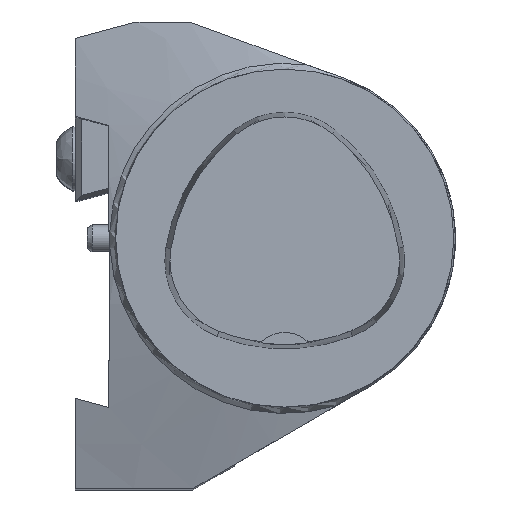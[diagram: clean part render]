
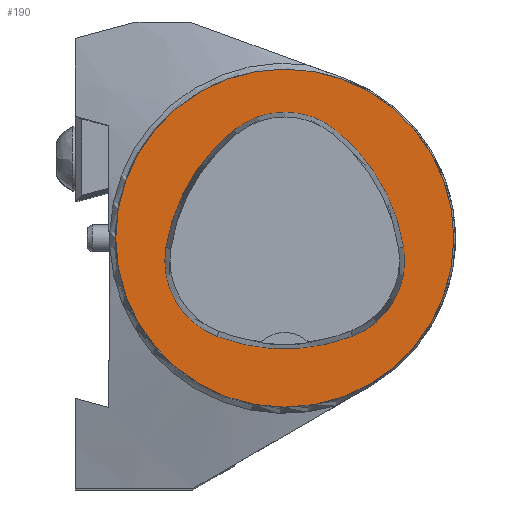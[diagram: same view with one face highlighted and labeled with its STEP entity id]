
A CAD part, top view. The second image highlights one B-rep face of the part: STEP entity #190.
In plain terms, the highlighted planar face has unit normal (0, 0, 1).
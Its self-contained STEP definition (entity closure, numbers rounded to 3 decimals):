
#190=ADVANCED_FACE('',(#330,#331),#241,.T.);
#241=PLANE('',#1419);
#264=CIRCLE('',#1349,25.);
#278=CIRCLE('',#1397,28.);
#280=CIRCLE('',#1400,12.);
#282=CIRCLE('',#1403,28.);
#284=CIRCLE('',#1406,12.);
#288=CIRCLE('',#1411,28.);
#290=CIRCLE('',#1414,12.);
#330=FACE_BOUND('',#413,.T.);
#331=FACE_BOUND('',#414,.T.);
#413=EDGE_LOOP('',(#751,#752,#753,#754,#755,#756));
#414=EDGE_LOOP('',(#757));
#751=ORIENTED_EDGE('',*,*,#1079,.T.);
#752=ORIENTED_EDGE('',*,*,#1059,.T.);
#753=ORIENTED_EDGE('',*,*,#1063,.T.);
#754=ORIENTED_EDGE('',*,*,#1066,.T.);
#755=ORIENTED_EDGE('',*,*,#1069,.T.);
#756=ORIENTED_EDGE('',*,*,#1077,.T.);
#757=ORIENTED_EDGE('',*,*,#1022,.F.);
#877=VERTEX_POINT('',#2067);
#902=VERTEX_POINT('',#2246);
#903=VERTEX_POINT('',#2247);
#906=VERTEX_POINT('',#2255);
#908=VERTEX_POINT('',#2261);
#910=VERTEX_POINT('',#2267);
#917=VERTEX_POINT('',#2288);
#1022=EDGE_CURVE('',#877,#877,#264,.T.);
#1059=EDGE_CURVE('',#902,#903,#278,.T.);
#1063=EDGE_CURVE('',#903,#906,#280,.T.);
#1066=EDGE_CURVE('',#906,#908,#282,.T.);
#1069=EDGE_CURVE('',#908,#910,#284,.T.);
#1077=EDGE_CURVE('',#910,#917,#288,.T.);
#1079=EDGE_CURVE('',#917,#902,#290,.T.);
#1349=AXIS2_PLACEMENT_3D('',#2066,#1588,#1589);
#1397=AXIS2_PLACEMENT_3D('',#2245,#1702,#1703);
#1400=AXIS2_PLACEMENT_3D('',#2254,#1710,#1711);
#1403=AXIS2_PLACEMENT_3D('',#2260,#1717,#1718);
#1406=AXIS2_PLACEMENT_3D('',#2266,#1724,#1725);
#1411=AXIS2_PLACEMENT_3D('',#2289,#1736,#1737);
#1414=AXIS2_PLACEMENT_3D('',#2292,#1742,#1743);
#1419=AXIS2_PLACEMENT_3D('',#2297,#1752,#1753);
#1588=DIRECTION('',(0.,0.,-1.));
#1589=DIRECTION('',(-1.,0.,0.));
#1702=DIRECTION('',(0.,0.,-1.));
#1703=DIRECTION('',(-1.,0.,0.));
#1710=DIRECTION('',(0.,0.,-1.));
#1711=DIRECTION('',(-1.,0.,0.));
#1717=DIRECTION('',(0.,0.,-1.));
#1718=DIRECTION('',(-1.,0.,0.));
#1724=DIRECTION('',(0.,0.,-1.));
#1725=DIRECTION('',(-1.,0.,0.));
#1736=DIRECTION('',(0.,0.,-1.));
#1737=DIRECTION('',(-1.,0.,0.));
#1742=DIRECTION('',(0.,0.,-1.));
#1743=DIRECTION('',(-1.,0.,0.));
#1752=DIRECTION('',(0.,0.,1.));
#1753=DIRECTION('',(1.,0.,0.));
#2066=CARTESIAN_POINT('',(0.,0.,0.));
#2067=CARTESIAN_POINT('',(-25.,0.,0.));
#2245=CARTESIAN_POINT('',(10.068,-5.824,0.));
#2246=CARTESIAN_POINT('',(-17.584,-1.424,0.));
#2247=CARTESIAN_POINT('',(-7.531,15.953,0.));
#2254=CARTESIAN_POINT('',(0.011,6.62,0.));
#2255=CARTESIAN_POINT('',(7.567,15.942,0.));
#2260=CARTESIAN_POINT('',(-10.063,-5.81,0.));
#2261=CARTESIAN_POINT('',(17.59,-1.418,0.));
#2266=CARTESIAN_POINT('',(5.739,-3.3,0.));
#2267=CARTESIAN_POINT('',(10.05,-14.499,0.));
#2288=CARTESIAN_POINT('',(-10.025,-14.516,0.));
#2289=CARTESIAN_POINT('',(-0.01,11.631,0.));
#2292=CARTESIAN_POINT('',(-5.733,-3.31,0.));
#2297=CARTESIAN_POINT('',(0.,0.,0.));
